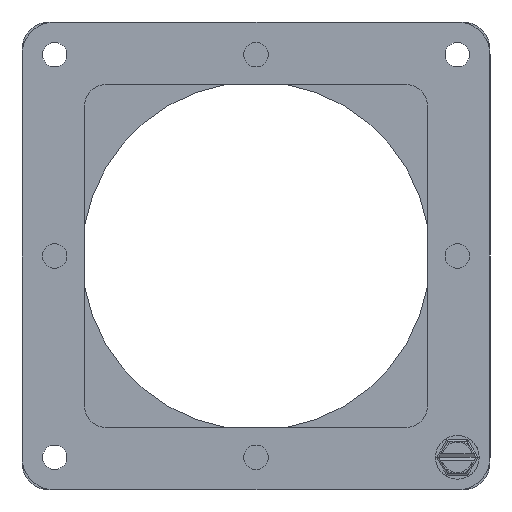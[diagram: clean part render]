
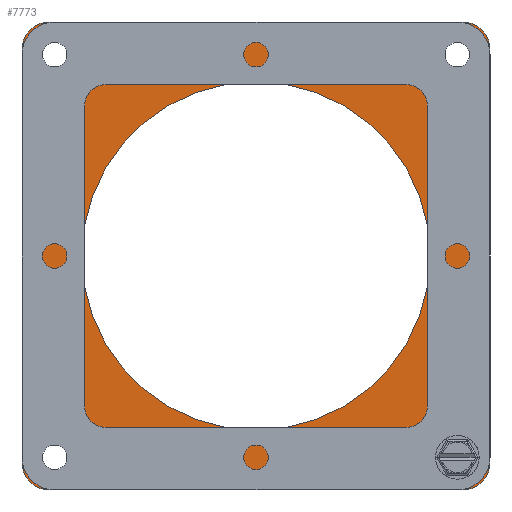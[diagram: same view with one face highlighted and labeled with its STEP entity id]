
A CAD part, left-side view. The second image highlights one B-rep face of the part: STEP entity #7773.
In plain terms, the highlighted planar face has unit normal (-1, 0, 0).
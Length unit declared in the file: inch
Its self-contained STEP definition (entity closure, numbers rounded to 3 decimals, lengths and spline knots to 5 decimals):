
#105 = AXIS2_PLACEMENT_3D ( 'NONE', #1572, #10007, #3050 ) ;
#227 = CARTESIAN_POINT ( 'NONE',  ( -1.75, -2.3125, -2.3125 ) ) ;
#354 = VERTEX_POINT ( 'NONE', #7224 ) ;
#388 = DIRECTION ( 'NONE',  ( 0., -1., 0. ) ) ;
#506 = CARTESIAN_POINT ( 'NONE',  ( -1.75, 0., 2. ) ) ;
#684 = VECTOR ( 'NONE', #10897, 39.37008 ) ;
#828 = AXIS2_PLACEMENT_3D ( 'NONE', #8356, #9315, #6716 ) ;
#968 = ORIENTED_EDGE ( 'NONE', *, *, #5711, .F. ) ;
#979 = CARTESIAN_POINT ( 'NONE',  ( -1.75, -2.3745, 2.3745 ) ) ;
#1126 = CARTESIAN_POINT ( 'NONE',  ( -1.75, 2.3745, -2.6875 ) ) ;
#1138 = CARTESIAN_POINT ( 'NONE',  ( -1.75, -2.3745, -2.6875 ) ) ;
#1166 = EDGE_CURVE ( 'NONE', #6771, #1274, #2739, .T. ) ;
#1172 = DIRECTION ( 'NONE',  ( 0., 0., -1. ) ) ;
#1184 = EDGE_CURVE ( 'NONE', #9958, #9958, #1294, .T. ) ;
#1244 = DIRECTION ( 'NONE',  ( 0., 0., 1. ) ) ;
#1274 = VERTEX_POINT ( 'NONE', #10016 ) ;
#1294 = CIRCLE ( 'NONE', #5820, 0.14063 ) ;
#1551 = LINE ( 'NONE', #7504, #5394 ) ;
#1564 = VERTEX_POINT ( 'NONE', #4625 ) ;
#1572 = CARTESIAN_POINT ( 'NONE',  ( -1.75, 2.3125, 2.3125 ) ) ;
#1597 = EDGE_LOOP ( 'NONE', ( #6520, #3943, #2922, #6703, #3409, #3513, #2403, #4704 ) ) ;
#1635 = AXIS2_PLACEMENT_3D ( 'NONE', #10525, #3559, #7928 ) ;
#1645 = VERTEX_POINT ( 'NONE', #6280 ) ;
#1808 = DIRECTION ( 'NONE',  ( 1., 0., 0. ) ) ;
#1849 = EDGE_LOOP ( 'NONE', ( #3599 ) ) ;
#1873 = EDGE_LOOP ( 'NONE', ( #4774 ) ) ;
#2229 = CARTESIAN_POINT ( 'NONE',  ( -1.75, 2.3745, 2.6875 ) ) ;
#2281 = DIRECTION ( 'NONE',  ( 0., 0., 1. ) ) ;
#2303 = EDGE_CURVE ( 'NONE', #354, #1564, #6526, .T. ) ;
#2403 = ORIENTED_EDGE ( 'NONE', *, *, #2558, .F. ) ;
#2424 = CARTESIAN_POINT ( 'NONE',  ( -1.75, -2.17188, 2.3125 ) ) ;
#2558 = EDGE_CURVE ( 'NONE', #1645, #9852, #8150, .T. ) ;
#2625 = EDGE_CURVE ( 'NONE', #10008, #10008, #7429, .T. ) ;
#2634 = AXIS2_PLACEMENT_3D ( 'NONE', #11077, #3316, #6769 ) ;
#2739 = CIRCLE ( 'NONE', #6180, 0.313 ) ;
#2773 = EDGE_CURVE ( 'NONE', #9481, #354, #9056, .T. ) ;
#2855 = DIRECTION ( 'NONE',  ( 0., 0., 1. ) ) ;
#2874 = DIRECTION ( 'NONE',  ( 0., 1., 0. ) ) ;
#2922 = ORIENTED_EDGE ( 'NONE', *, *, #7919, .F. ) ;
#2924 = FACE_BOUND ( 'NONE', #1873, .T. ) ;
#2948 = CARTESIAN_POINT ( 'NONE',  ( -1.75, 2.3745, -2.3745 ) ) ;
#3050 = DIRECTION ( 'NONE',  ( 0., 1., 0. ) ) ;
#3093 = CARTESIAN_POINT ( 'NONE',  ( -1.75, 0., 0. ) ) ;
#3183 = CIRCLE ( 'NONE', #828, 0.313 ) ;
#3316 = DIRECTION ( 'NONE',  ( -1., 0., 0. ) ) ;
#3409 = ORIENTED_EDGE ( 'NONE', *, *, #1166, .F. ) ;
#3440 = VERTEX_POINT ( 'NONE', #2424 ) ;
#3513 = ORIENTED_EDGE ( 'NONE', *, *, #10545, .F. ) ;
#3559 = DIRECTION ( 'NONE',  ( 1., 0., 0. ) ) ;
#3599 = ORIENTED_EDGE ( 'NONE', *, *, #2625, .T. ) ;
#3767 = CARTESIAN_POINT ( 'NONE',  ( -1.75, 0., -2.6875 ) ) ;
#3824 = FACE_BOUND ( 'NONE', #10602, .T. ) ;
#3943 = ORIENTED_EDGE ( 'NONE', *, *, #2773, .F. ) ;
#4016 = DIRECTION ( 'NONE',  ( -1., 0., 0. ) ) ;
#4188 = CARTESIAN_POINT ( 'NONE',  ( -1.75, -2.3125, 2.3125 ) ) ;
#4343 = EDGE_LOOP ( 'NONE', ( #4400 ) ) ;
#4400 = ORIENTED_EDGE ( 'NONE', *, *, #7952, .F. ) ;
#4533 = DIRECTION ( 'NONE',  ( 0., 1., 0. ) ) ;
#4613 = DIRECTION ( 'NONE',  ( 1., 0., 0. ) ) ;
#4625 = CARTESIAN_POINT ( 'NONE',  ( -1.75, -2.6875, 2.3745 ) ) ;
#4672 = FACE_BOUND ( 'NONE', #1849, .T. ) ;
#4704 = ORIENTED_EDGE ( 'NONE', *, *, #4708, .F. ) ;
#4708 = EDGE_CURVE ( 'NONE', #1564, #1645, #10636, .T. ) ;
#4763 = CARTESIAN_POINT ( 'NONE',  ( -1.75, 2.45312, -2.3125 ) ) ;
#4774 = ORIENTED_EDGE ( 'NONE', *, *, #5339, .F. ) ;
#4823 = VECTOR ( 'NONE', #1172, 39.37008 ) ;
#4842 = PLANE ( 'NONE',  #10769 ) ;
#4976 = AXIS2_PLACEMENT_3D ( 'NONE', #4188, #4016, #11106 ) ;
#4991 = CIRCLE ( 'NONE', #105, 0.14063 ) ;
#5030 = VERTEX_POINT ( 'NONE', #11038 ) ;
#5065 = AXIS2_PLACEMENT_3D ( 'NONE', #5145, #1808, #6114 ) ;
#5145 = CARTESIAN_POINT ( 'NONE',  ( -1.75, 0., 0. ) ) ;
#5339 = EDGE_CURVE ( 'NONE', #3440, #3440, #10046, .T. ) ;
#5394 = VECTOR ( 'NONE', #2281, 39.37008 ) ;
#5418 = VERTEX_POINT ( 'NONE', #4763 ) ;
#5495 = DIRECTION ( 'NONE',  ( -1., 0., 0. ) ) ;
#5619 = AXIS2_PLACEMENT_3D ( 'NONE', #979, #7163, #2855 ) ;
#5634 = LINE ( 'NONE', #3767, #684 ) ;
#5696 = FACE_BOUND ( 'NONE', #10512, .T. ) ;
#5711 = EDGE_CURVE ( 'NONE', #5030, #5030, #4991, .T. ) ;
#5820 = AXIS2_PLACEMENT_3D ( 'NONE', #227, #5495, #4533 ) ;
#6114 = DIRECTION ( 'NONE',  ( 0., 0., 1. ) ) ;
#6180 = AXIS2_PLACEMENT_3D ( 'NONE', #2948, #8161, #1244 ) ;
#6212 = ORIENTED_EDGE ( 'NONE', *, *, #1184, .F. ) ;
#6280 = CARTESIAN_POINT ( 'NONE',  ( -1.75, -2.6875, -2.3745 ) ) ;
#6339 = CARTESIAN_POINT ( 'NONE',  ( -1.75, -2.6875, 0. ) ) ;
#6520 = ORIENTED_EDGE ( 'NONE', *, *, #2303, .F. ) ;
#6526 = CIRCLE ( 'NONE', #5619, 0.313 ) ;
#6703 = ORIENTED_EDGE ( 'NONE', *, *, #9548, .F. ) ;
#6716 = DIRECTION ( 'NONE',  ( 0., 0., 1. ) ) ;
#6769 = DIRECTION ( 'NONE',  ( 0., 1., 0. ) ) ;
#6771 = VERTEX_POINT ( 'NONE', #1126 ) ;
#7097 = VERTEX_POINT ( 'NONE', #9786 ) ;
#7163 = DIRECTION ( 'NONE',  ( 1., 0., 0. ) ) ;
#7179 = FACE_OUTER_BOUND ( 'NONE', #1597, .T. ) ;
#7224 = CARTESIAN_POINT ( 'NONE',  ( -1.75, -2.3745, 2.6875 ) ) ;
#7420 = CARTESIAN_POINT ( 'NONE',  ( -1.75, -2.17187, -2.3125 ) ) ;
#7429 = CIRCLE ( 'NONE', #5065, 2. ) ;
#7504 = CARTESIAN_POINT ( 'NONE',  ( -1.75, 2.6875, 0. ) ) ;
#7773 = ADVANCED_FACE ( 'NONE', ( #7179, #2924, #5696, #10627, #3824, #4672 ), #4842, .F. ) ;
#7919 = EDGE_CURVE ( 'NONE', #7097, #9481, #3183, .T. ) ;
#7928 = DIRECTION ( 'NONE',  ( 0., 0., 1. ) ) ;
#7952 = EDGE_CURVE ( 'NONE', #5418, #5418, #8238, .T. ) ;
#8150 = CIRCLE ( 'NONE', #1635, 0.313 ) ;
#8161 = DIRECTION ( 'NONE',  ( 1., 0., 0. ) ) ;
#8238 = CIRCLE ( 'NONE', #2634, 0.14063 ) ;
#8356 = CARTESIAN_POINT ( 'NONE',  ( -1.75, 2.3745, 2.3745 ) ) ;
#9056 = LINE ( 'NONE', #9795, #10856 ) ;
#9315 = DIRECTION ( 'NONE',  ( 1., 0., 0. ) ) ;
#9481 = VERTEX_POINT ( 'NONE', #2229 ) ;
#9548 = EDGE_CURVE ( 'NONE', #1274, #7097, #1551, .T. ) ;
#9786 = CARTESIAN_POINT ( 'NONE',  ( -1.75, 2.6875, 2.3745 ) ) ;
#9795 = CARTESIAN_POINT ( 'NONE',  ( -1.75, 0., 2.6875 ) ) ;
#9852 = VERTEX_POINT ( 'NONE', #1138 ) ;
#9958 = VERTEX_POINT ( 'NONE', #7420 ) ;
#10007 = DIRECTION ( 'NONE',  ( -1., 0., 0. ) ) ;
#10008 = VERTEX_POINT ( 'NONE', #506 ) ;
#10016 = CARTESIAN_POINT ( 'NONE',  ( -1.75, 2.6875, -2.3745 ) ) ;
#10046 = CIRCLE ( 'NONE', #4976, 0.14063 ) ;
#10512 = EDGE_LOOP ( 'NONE', ( #968 ) ) ;
#10525 = CARTESIAN_POINT ( 'NONE',  ( -1.75, -2.3745, -2.3745 ) ) ;
#10545 = EDGE_CURVE ( 'NONE', #9852, #6771, #5634, .T. ) ;
#10602 = EDGE_LOOP ( 'NONE', ( #6212 ) ) ;
#10627 = FACE_BOUND ( 'NONE', #4343, .T. ) ;
#10636 = LINE ( 'NONE', #6339, #4823 ) ;
#10769 = AXIS2_PLACEMENT_3D ( 'NONE', #3093, #4613, #2874 ) ;
#10856 = VECTOR ( 'NONE', #388, 39.37008 ) ;
#10897 = DIRECTION ( 'NONE',  ( 0., 1., 0. ) ) ;
#11038 = CARTESIAN_POINT ( 'NONE',  ( -1.75, 2.45312, 2.3125 ) ) ;
#11077 = CARTESIAN_POINT ( 'NONE',  ( -1.75, 2.3125, -2.3125 ) ) ;
#11106 = DIRECTION ( 'NONE',  ( 0., 1., 0. ) ) ;
